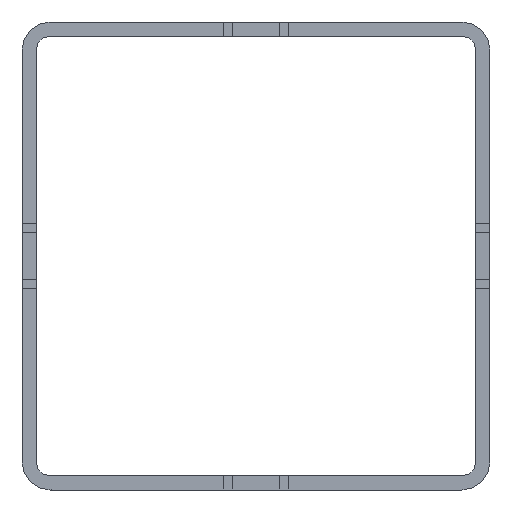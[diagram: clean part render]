
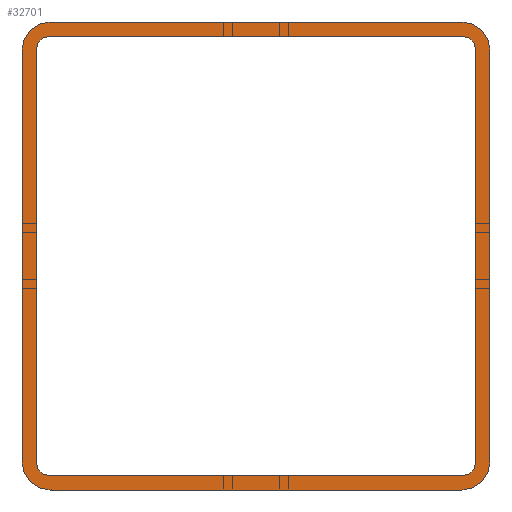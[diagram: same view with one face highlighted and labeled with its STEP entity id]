
A CAD part, left-side view. The second image highlights one B-rep face of the part: STEP entity #32701.
In plain terms, the highlighted planar face has unit normal (-1, 0, 0).
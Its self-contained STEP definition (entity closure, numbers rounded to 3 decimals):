
#1001 = CARTESIAN_POINT ( 'NONE',  ( -6000., -97., -44. ) ) ;
#1024 = EDGE_CURVE ( 'NONE', #61961, #5443, #58957, .T. ) ;
#1239 = DIRECTION ( 'NONE',  ( 0., 0., -1. ) ) ;
#1330 = CIRCLE ( 'NONE', #61856, 6. ) ;
#1825 = LINE ( 'NONE', #27525, #79017 ) ;
#2823 = CARTESIAN_POINT ( 'NONE',  ( -6000., -6., 47. ) ) ;
#3326 = AXIS2_PLACEMENT_3D ( 'NONE', #17326, #49333, #42623 ) ;
#4224 = ORIENTED_EDGE ( 'NONE', *, *, #58934, .T. ) ;
#5405 = ORIENTED_EDGE ( 'NONE', *, *, #70862, .F. ) ;
#5443 = VERTEX_POINT ( 'NONE', #18256 ) ;
#5797 = LINE ( 'NONE', #58437, #79682 ) ;
#7058 = EDGE_CURVE ( 'NONE', #5443, #47014, #1330, .T. ) ;
#7140 = PLANE ( 'NONE',  #54125 ) ;
#8320 = DIRECTION ( 'NONE',  ( 1., 0., 0. ) ) ;
#8453 = CARTESIAN_POINT ( 'NONE',  ( -6000., -6., 50. ) ) ;
#8939 = CARTESIAN_POINT ( 'NONE',  ( -6000., -6., -44. ) ) ;
#9182 = CARTESIAN_POINT ( 'NONE',  ( -6000., -94., -50. ) ) ;
#9809 = ORIENTED_EDGE ( 'NONE', *, *, #21204, .F. ) ;
#11320 = AXIS2_PLACEMENT_3D ( 'NONE', #14977, #54945, #21707 ) ;
#11353 = LINE ( 'NONE', #23569, #68332 ) ;
#11723 = DIRECTION ( 'NONE',  ( 0., 0., 1. ) ) ;
#12240 = EDGE_CURVE ( 'NONE', #47014, #44290, #5797, .T. ) ;
#13985 = VECTOR ( 'NONE', #1239, 1000. ) ;
#14465 = DIRECTION ( 'NONE',  ( 0., 1., 0. ) ) ;
#14727 = CARTESIAN_POINT ( 'NONE',  ( -6000., -100., 44. ) ) ;
#14977 = CARTESIAN_POINT ( 'NONE',  ( -6000., -94., 44. ) ) ;
#15696 = CARTESIAN_POINT ( 'NONE',  ( -6000., -6., -50. ) ) ;
#16749 = CARTESIAN_POINT ( 'NONE',  ( -6000., 0., -44. ) ) ;
#17326 = CARTESIAN_POINT ( 'NONE',  ( -6000., -6., -44. ) ) ;
#17331 = LINE ( 'NONE', #68720, #76163 ) ;
#17728 = ORIENTED_EDGE ( 'NONE', *, *, #59486, .T. ) ;
#18256 = CARTESIAN_POINT ( 'NONE',  ( -6000., -100., -44. ) ) ;
#18965 = CARTESIAN_POINT ( 'NONE',  ( -6000., -94., 47. ) ) ;
#19693 = DIRECTION ( 'NONE',  ( 0., 1., 0. ) ) ;
#19708 = CARTESIAN_POINT ( 'NONE',  ( -6000., -94., 47. ) ) ;
#19780 = FACE_OUTER_BOUND ( 'NONE', #21639, .T. ) ;
#20278 = ORIENTED_EDGE ( 'NONE', *, *, #46049, .T. ) ;
#21187 = DIRECTION ( 'NONE',  ( 1., 0., 0. ) ) ;
#21204 = EDGE_CURVE ( 'NONE', #44290, #61911, #65200, .T. ) ;
#21207 = DIRECTION ( 'NONE',  ( 0., -1., 0. ) ) ;
#21585 = CARTESIAN_POINT ( 'NONE',  ( -6000., -94., -44. ) ) ;
#21639 = EDGE_LOOP ( 'NONE', ( #24011, #26281, #25881, #72831, #61205, #5405, #9809, #55515 ) ) ;
#21707 = DIRECTION ( 'NONE',  ( 0., 1., 0. ) ) ;
#21837 = ORIENTED_EDGE ( 'NONE', *, *, #56862, .T. ) ;
#21925 = EDGE_CURVE ( 'NONE', #73372, #44366, #41110, .T. ) ;
#22199 = DIRECTION ( 'NONE',  ( 0., 1., 0. ) ) ;
#23066 = EDGE_CURVE ( 'NONE', #63857, #76244, #48806, .T. ) ;
#23569 = CARTESIAN_POINT ( 'NONE',  ( -6000., -97., -44. ) ) ;
#24011 = ORIENTED_EDGE ( 'NONE', *, *, #7058, .F. ) ;
#24985 = CARTESIAN_POINT ( 'NONE',  ( -6000., -6., -47. ) ) ;
#25881 = ORIENTED_EDGE ( 'NONE', *, *, #69498, .F. ) ;
#26281 = ORIENTED_EDGE ( 'NONE', *, *, #1024, .F. ) ;
#26385 = CARTESIAN_POINT ( 'NONE',  ( -6000., -94., 50. ) ) ;
#26523 = DIRECTION ( 'NONE',  ( 0., 1., 0. ) ) ;
#26715 = CARTESIAN_POINT ( 'NONE',  ( -6000., 0., 44. ) ) ;
#27078 = DIRECTION ( 'NONE',  ( 1., 0., 0. ) ) ;
#27525 = CARTESIAN_POINT ( 'NONE',  ( -6000., -6., 50. ) ) ;
#27922 = DIRECTION ( 'NONE',  ( 0., 1., 0. ) ) ;
#27982 = CARTESIAN_POINT ( 'NONE',  ( -6000., -94., 44. ) ) ;
#28308 = CARTESIAN_POINT ( 'NONE',  ( -6000., 0., -44. ) ) ;
#28640 = DIRECTION ( 'NONE',  ( 0., 1., 0. ) ) ;
#31300 = CARTESIAN_POINT ( 'NONE',  ( -6000., -3., 44. ) ) ;
#32701 = ADVANCED_FACE ( 'NONE', ( #19780, #45468 ), #7140, .F. ) ;
#32844 = CARTESIAN_POINT ( 'NONE',  ( -6000., -94., -44. ) ) ;
#34124 = EDGE_LOOP ( 'NONE', ( #56582, #63601, #20278, #21837, #55195, #17728, #41311, #4224 ) ) ;
#34956 = CARTESIAN_POINT ( 'NONE',  ( -6000., -94., -47. ) ) ;
#35041 = VERTEX_POINT ( 'NONE', #31300 ) ;
#35655 = CIRCLE ( 'NONE', #59866, 3. ) ;
#39627 = CIRCLE ( 'NONE', #78664, 3. ) ;
#41015 = VECTOR ( 'NONE', #77422, 1000. ) ;
#41110 = CIRCLE ( 'NONE', #11320, 3. ) ;
#41311 = ORIENTED_EDGE ( 'NONE', *, *, #44440, .T. ) ;
#42623 = DIRECTION ( 'NONE',  ( 0., 0., 1. ) ) ;
#43029 = DIRECTION ( 'NONE',  ( 0., 0., 1. ) ) ;
#43106 = AXIS2_PLACEMENT_3D ( 'NONE', #66402, #60884, #67623 ) ;
#44290 = VERTEX_POINT ( 'NONE', #15696 ) ;
#44366 = VERTEX_POINT ( 'NONE', #57332 ) ;
#44440 = EDGE_CURVE ( 'NONE', #70170, #35041, #17331, .T. ) ;
#45446 = EDGE_CURVE ( 'NONE', #46395, #65614, #1825, .T. ) ;
#45468 = FACE_BOUND ( 'NONE', #34124, .T. ) ;
#46049 = EDGE_CURVE ( 'NONE', #44366, #51249, #11353, .T. ) ;
#46395 = VERTEX_POINT ( 'NONE', #8453 ) ;
#47014 = VERTEX_POINT ( 'NONE', #9182 ) ;
#48744 = CIRCLE ( 'NONE', #79697, 3. ) ;
#48806 = LINE ( 'NONE', #34956, #72063 ) ;
#49333 = DIRECTION ( 'NONE',  ( 1., 0., 0. ) ) ;
#49840 = EDGE_CURVE ( 'NONE', #68052, #46395, #79464, .T. ) ;
#51249 = VERTEX_POINT ( 'NONE', #1001 ) ;
#51704 = LINE ( 'NONE', #19708, #41015 ) ;
#53649 = DIRECTION ( 'NONE',  ( 0., 0., 1. ) ) ;
#54125 = AXIS2_PLACEMENT_3D ( 'NONE', #32844, #58526, #26523 ) ;
#54887 = DIRECTION ( 'NONE',  ( 1., 0., 0. ) ) ;
#54945 = DIRECTION ( 'NONE',  ( 1., 0., 0. ) ) ;
#55195 = ORIENTED_EDGE ( 'NONE', *, *, #23066, .T. ) ;
#55236 = CIRCLE ( 'NONE', #81001, 6. ) ;
#55515 = ORIENTED_EDGE ( 'NONE', *, *, #12240, .F. ) ;
#56348 = CARTESIAN_POINT ( 'NONE',  ( -6000., -94., -44. ) ) ;
#56582 = ORIENTED_EDGE ( 'NONE', *, *, #58844, .T. ) ;
#56862 = EDGE_CURVE ( 'NONE', #51249, #63857, #48744, .T. ) ;
#57332 = CARTESIAN_POINT ( 'NONE',  ( -6000., -97., 44. ) ) ;
#58437 = CARTESIAN_POINT ( 'NONE',  ( -6000., -94., -50. ) ) ;
#58526 = DIRECTION ( 'NONE',  ( 1., 0., 0. ) ) ;
#58844 = EDGE_CURVE ( 'NONE', #58902, #73372, #51704, .T. ) ;
#58902 = VERTEX_POINT ( 'NONE', #2823 ) ;
#58934 = EDGE_CURVE ( 'NONE', #35041, #58902, #39627, .T. ) ;
#58957 = LINE ( 'NONE', #14727, #13985 ) ;
#59486 = EDGE_CURVE ( 'NONE', #76244, #70170, #35655, .T. ) ;
#59866 = AXIS2_PLACEMENT_3D ( 'NONE', #8939, #27078, #27922 ) ;
#60117 = CARTESIAN_POINT ( 'NONE',  ( -6000., -6., 44. ) ) ;
#60884 = DIRECTION ( 'NONE',  ( 1., 0., 0. ) ) ;
#61205 = ORIENTED_EDGE ( 'NONE', *, *, #49840, .F. ) ;
#61556 = CARTESIAN_POINT ( 'NONE',  ( -6000., -100., 44. ) ) ;
#61856 = AXIS2_PLACEMENT_3D ( 'NONE', #56348, #69422, #11723 ) ;
#61911 = VERTEX_POINT ( 'NONE', #28308 ) ;
#61961 = VERTEX_POINT ( 'NONE', #61556 ) ;
#63601 = ORIENTED_EDGE ( 'NONE', *, *, #21925, .T. ) ;
#63857 = VERTEX_POINT ( 'NONE', #71111 ) ;
#65200 = CIRCLE ( 'NONE', #3326, 6. ) ;
#65614 = VERTEX_POINT ( 'NONE', #26385 ) ;
#65758 = CARTESIAN_POINT ( 'NONE',  ( -6000., -3., -44. ) ) ;
#66402 = CARTESIAN_POINT ( 'NONE',  ( -6000., -6., 44. ) ) ;
#67623 = DIRECTION ( 'NONE',  ( 0., 0., -1. ) ) ;
#68052 = VERTEX_POINT ( 'NONE', #26715 ) ;
#68232 = DIRECTION ( 'NONE',  ( 0., 0., -1. ) ) ;
#68332 = VECTOR ( 'NONE', #68232, 1000. ) ;
#68720 = CARTESIAN_POINT ( 'NONE',  ( -6000., -3., -44. ) ) ;
#69422 = DIRECTION ( 'NONE',  ( 1., 0., 0. ) ) ;
#69498 = EDGE_CURVE ( 'NONE', #65614, #61961, #55236, .T. ) ;
#70170 = VERTEX_POINT ( 'NONE', #65758 ) ;
#70862 = EDGE_CURVE ( 'NONE', #61911, #68052, #75714, .T. ) ;
#71111 = CARTESIAN_POINT ( 'NONE',  ( -6000., -94., -47. ) ) ;
#72063 = VECTOR ( 'NONE', #28640, 1000. ) ;
#72831 = ORIENTED_EDGE ( 'NONE', *, *, #45446, .F. ) ;
#73372 = VERTEX_POINT ( 'NONE', #18965 ) ;
#74246 = VECTOR ( 'NONE', #81211, 1000. ) ;
#75714 = LINE ( 'NONE', #16749, #74246 ) ;
#76163 = VECTOR ( 'NONE', #43029, 1000. ) ;
#76244 = VERTEX_POINT ( 'NONE', #24985 ) ;
#77422 = DIRECTION ( 'NONE',  ( 0., -1., 0. ) ) ;
#78664 = AXIS2_PLACEMENT_3D ( 'NONE', #60117, #8320, #22199 ) ;
#79017 = VECTOR ( 'NONE', #21207, 1000. ) ;
#79464 = CIRCLE ( 'NONE', #43106, 6. ) ;
#79682 = VECTOR ( 'NONE', #19693, 1000. ) ;
#79697 = AXIS2_PLACEMENT_3D ( 'NONE', #21585, #21187, #14465 ) ;
#81001 = AXIS2_PLACEMENT_3D ( 'NONE', #27982, #54887, #53649 ) ;
#81211 = DIRECTION ( 'NONE',  ( 0., 0., 1. ) ) ;
